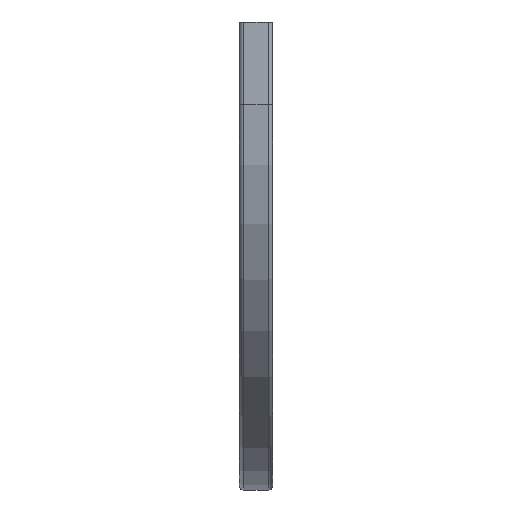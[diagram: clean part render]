
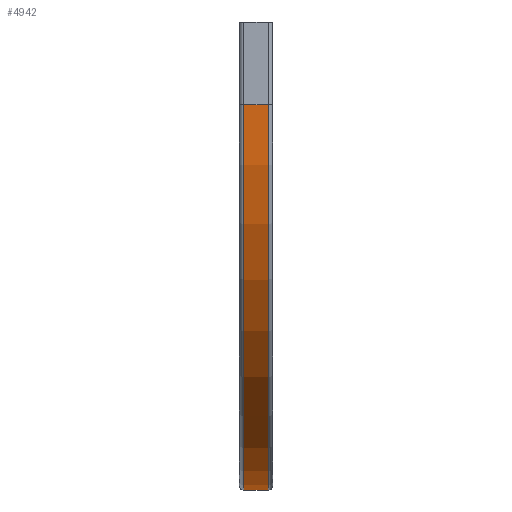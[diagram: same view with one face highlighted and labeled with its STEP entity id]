
A CAD part, left-side view. The second image highlights one B-rep face of the part: STEP entity #4942.
In plain terms, the highlighted cylindrical face has radius 700 mm (diameter 1400 mm), a partial arc.
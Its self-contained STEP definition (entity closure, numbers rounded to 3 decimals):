
#463 = DIRECTION ( 'NONE',  ( 0., 1., 0. ) ) ;
#1171 = EDGE_CURVE ( 'NONE', #4727, #14865, #10222, .T. ) ;
#1389 = ORIENTED_EDGE ( 'NONE', *, *, #9915, .T. ) ;
#1847 = CARTESIAN_POINT ( 'NONE',  ( 115., -22.5, -850. ) ) ;
#2314 = VERTEX_POINT ( 'NONE', #9603 ) ;
#3621 = VECTOR ( 'NONE', #463, 1000. ) ;
#4525 = CYLINDRICAL_SURFACE ( 'NONE', #11194, 700. ) ;
#4727 = VERTEX_POINT ( 'NONE', #12504 ) ;
#4942 = ADVANCED_FACE ( 'NONE', ( #9101 ), #4525, .T. ) ;
#5160 = DIRECTION ( 'NONE',  ( 0., 1., 0. ) ) ;
#5231 = DIRECTION ( 'NONE',  ( 1., 0., 0. ) ) ;
#5343 = CARTESIAN_POINT ( 'NONE',  ( 115., 0., -150. ) ) ;
#5552 = CIRCLE ( 'NONE', #13847, 700. ) ;
#5871 = CARTESIAN_POINT ( 'NONE',  ( 115., 22.5, -150. ) ) ;
#6739 = DIRECTION ( 'NONE',  ( 0., 1., 0. ) ) ;
#6808 = CARTESIAN_POINT ( 'NONE',  ( -585., -22.5, -150. ) ) ;
#7025 = CARTESIAN_POINT ( 'NONE',  ( 115., -22.5, -150. ) ) ;
#7415 = DIRECTION ( 'NONE',  ( 1., 0., 0. ) ) ;
#7711 = LINE ( 'NONE', #11318, #3621 ) ;
#8577 = DIRECTION ( 'NONE',  ( 1., 0., 0. ) ) ;
#8816 = EDGE_CURVE ( 'NONE', #14768, #2314, #7711, .T. ) ;
#9101 = FACE_OUTER_BOUND ( 'NONE', #9683, .T. ) ;
#9603 = CARTESIAN_POINT ( 'NONE',  ( 115., 22.5, -850. ) ) ;
#9683 = EDGE_LOOP ( 'NONE', ( #13718, #1389, #16804, #19025 ) ) ;
#9730 = CARTESIAN_POINT ( 'NONE',  ( -585., 22.5, -150. ) ) ;
#9739 = VECTOR ( 'NONE', #6739, 1000. ) ;
#9915 = EDGE_CURVE ( 'NONE', #14768, #4727, #17677, .T. ) ;
#10222 = LINE ( 'NONE', #6808, #9739 ) ;
#10724 = AXIS2_PLACEMENT_3D ( 'NONE', #7025, #17689, #8577 ) ;
#11194 = AXIS2_PLACEMENT_3D ( 'NONE', #5343, #5160, #5231 ) ;
#11318 = CARTESIAN_POINT ( 'NONE',  ( 115., -22.5, -850. ) ) ;
#12504 = CARTESIAN_POINT ( 'NONE',  ( -585., -22.5, -150. ) ) ;
#13718 = ORIENTED_EDGE ( 'NONE', *, *, #8816, .F. ) ;
#13847 = AXIS2_PLACEMENT_3D ( 'NONE', #5871, #16559, #7415 ) ;
#14026 = EDGE_CURVE ( 'NONE', #2314, #14865, #5552, .T. ) ;
#14768 = VERTEX_POINT ( 'NONE', #1847 ) ;
#14865 = VERTEX_POINT ( 'NONE', #9730 ) ;
#16559 = DIRECTION ( 'NONE',  ( 0., 1., 0. ) ) ;
#16804 = ORIENTED_EDGE ( 'NONE', *, *, #1171, .T. ) ;
#17677 = CIRCLE ( 'NONE', #10724, 700. ) ;
#17689 = DIRECTION ( 'NONE',  ( 0., 1., 0. ) ) ;
#19025 = ORIENTED_EDGE ( 'NONE', *, *, #14026, .F. ) ;
